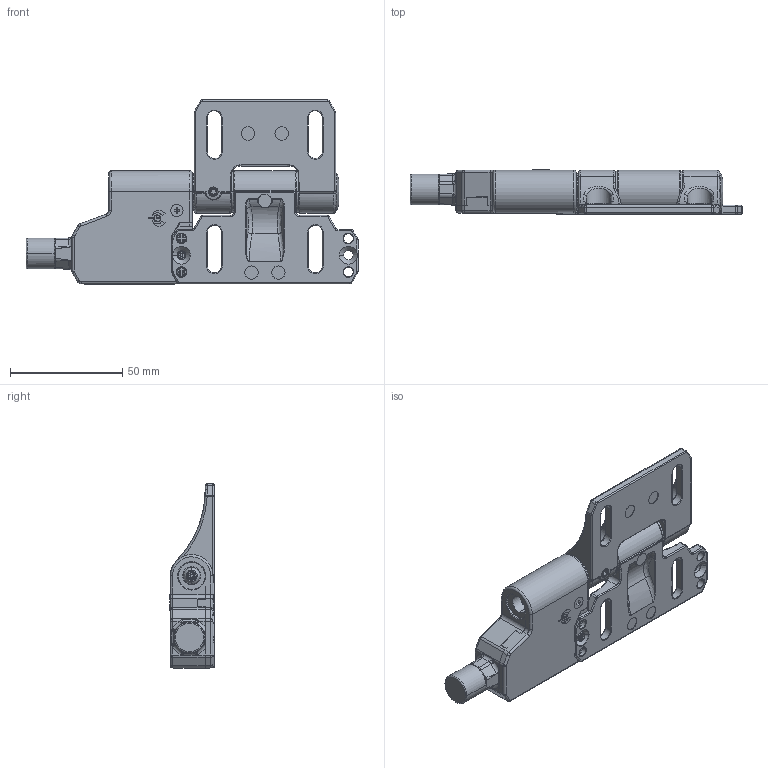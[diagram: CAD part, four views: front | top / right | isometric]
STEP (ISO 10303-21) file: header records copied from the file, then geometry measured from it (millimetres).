
FILE_DESCRIPTION((''),'2;1');
FILE_NAME('192574_ASM','2016-01-20T',('pdmadmin'),(''),'PRO/ENGINEER BY PARAMETRIC TECHNOLOGY CORPORATION, 2013230','PRO/ENGINEER BY PARAMETRIC TECHNOLOGY CORPORATION, 2013230','');
FILE_SCHEMA(('CONFIG_CONTROL_DESIGN'));
Length unit declared in the file: millimetre
Products named in the file (10): MANIFOLD_SOLID_BREP_14820; MANIFOLD_SOLID_BREP_34326; 6119490021_1_ASM; 25581---SI-HGZ63A_ASM; MANIFOLD_SOLID_BREP_110046_AF0; MANIFOLD_SOLID_BREP_110503; 6019390035_SW0002_1_AF0_ASM; SI-HGZ63FQDL-PART_3_ASM; 25582---SI-HGZ63FQDL_ASM; 192574_ASM
Assembly tree (9 placements, depth 5):
  192574_ASM
    25582---SI-HGZ63FQDL_ASM
      25581---SI-HGZ63A_ASM
        6119490021_1_ASM
          MANIFOLD_SOLID_BREP_14820
          MANIFOLD_SOLID_BREP_34326
      SI-HGZ63FQDL-PART_3_ASM
        6019390035_SW0002_1_AF0_ASM
          MANIFOLD_SOLID_BREP_110046_AF0
          MANIFOLD_SOLID_BREP_110503
Bounding box: 148 x 19.7 x 82.1 mm (x, y, z)
Volume: 56896 mm3; surface area: 42212.7 mm2
Topology: 4 solids, 4 shells, 2345 faces, 6185 edges, 3838 vertices
Faces by surface type: plane 928, cylinder 837, bspline 249, torus 206, cone 66, sphere 59
Entity records: 84269 total; most frequent: CARTESIAN_POINT 27003, ORIENTED_EDGE 12226, DIRECTION 11893, EDGE_CURVE 6113, AXIS2_PLACEMENT_3D 4412, VERTEX_POINT 3838, VECTOR 3069, LINE 3069
